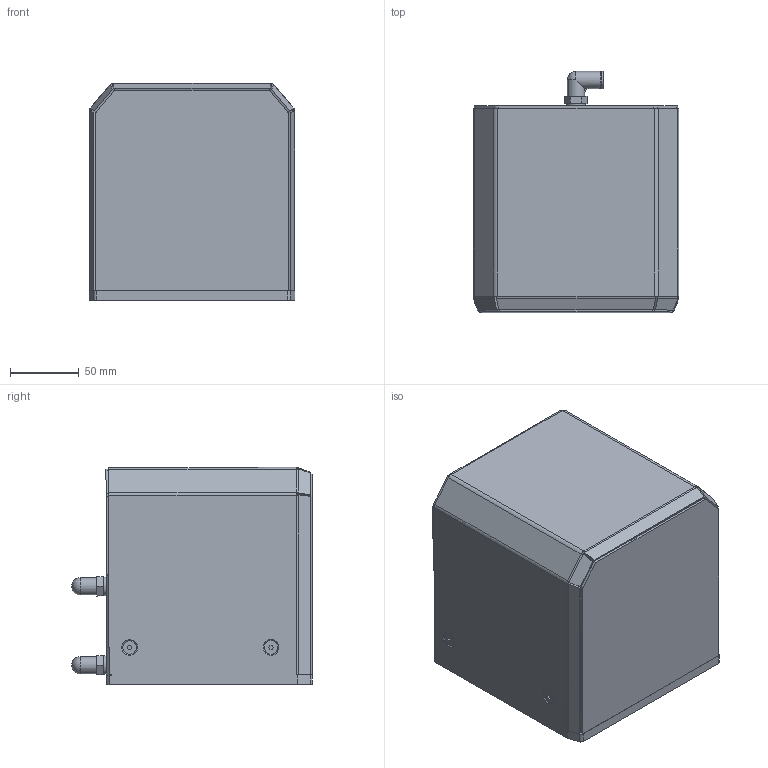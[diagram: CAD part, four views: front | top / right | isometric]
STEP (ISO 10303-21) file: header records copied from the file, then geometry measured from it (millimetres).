
FILE_DESCRIPTION(/* description */ (''),/* implementation_level */ '2;1');
FILE_NAME(/* name */ 'TPSP000017.stp',/* time_stamp */ '2019-03-12T07:14:49+01:00',/* author */ ('gs'),/* organization */ (''),/* preprocessor_version */ 'ST-DEVELOPER v16.5',/* originating_system */ 'Autodesk Inventor 2017',/* authorisation */ '');
FILE_SCHEMA (('AUTOMOTIVE_DESIGN { 1 0 10303 214 3 1 1 }'));
Length unit declared in the file: millimetre
Products named in the file (1): TPSP000017
Bounding box: 150 x 175.52 x 158.21 mm (x, y, z)
Volume: 1391769.7 mm3; surface area: 357290 mm2
Topology: 2 solids, 23 shells, 489 faces, 1161 edges, 733 vertices
Faces by surface type: plane 271, cylinder 116, cone 57, torus 23, bspline 18, sphere 4
Full cylindrical faces by diameter (mm): 4 x2, 4.2 x4, 4.6 x4, 5 x12, 6 x10, 7 x8, 8.376 x4, 8.75 x2, 10 x5, 12 x10, 12.5 x6, 20 x2, 20.3 x1, 22 x3, 25 x3, 80 x1, 99.9 x1, 100 x1, 103.1 x1, 109.5 x1
Entity records: 13161 total; most frequent: CARTESIAN_POINT 2517, DIRECTION 2101, ORIENTED_EDGE 1786, EDGE_CURVE 890, AXIS2_PLACEMENT_3D 774, EDGE_LOOP 713, VERTEX_POINT 632, LINE 553
